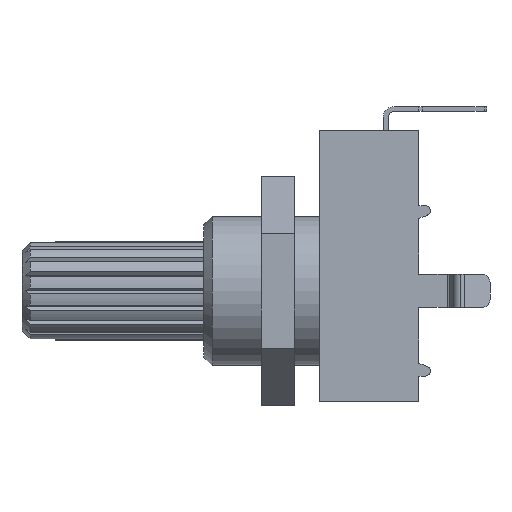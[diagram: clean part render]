
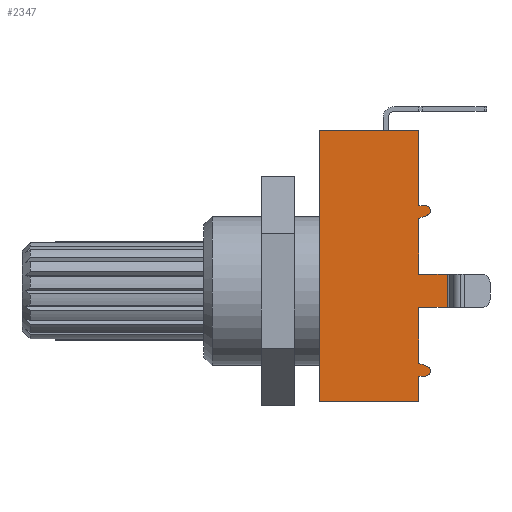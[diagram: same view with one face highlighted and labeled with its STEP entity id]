
A CAD part, left-side view. The second image highlights one B-rep face of the part: STEP entity #2347.
In plain terms, the highlighted planar face has unit normal (-1, 0, 0).
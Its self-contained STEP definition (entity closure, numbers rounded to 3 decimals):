
#73 = EDGE_CURVE ( 'NONE', #3746, #1163, #508, .T. ) ;
#121 = LINE ( 'NONE', #1593, #4918 ) ;
#150 = DIRECTION ( 'NONE',  ( 0., 0., 1. ) ) ;
#172 = ORIENTED_EDGE ( 'NONE', *, *, #3712, .T. ) ;
#190 = DIRECTION ( 'NONE',  ( 0., 0., -1. ) ) ;
#193 = ORIENTED_EDGE ( 'NONE', *, *, #1538, .F. ) ;
#197 = VERTEX_POINT ( 'NONE', #4295 ) ;
#263 = CARTESIAN_POINT ( 'NONE',  ( -7.5, -6., 9.7 ) ) ;
#306 = ORIENTED_EDGE ( 'NONE', *, *, #4090, .F. ) ;
#324 = DIRECTION ( 'NONE',  ( 0., 0., 1. ) ) ;
#329 = EDGE_CURVE ( 'NONE', #966, #5314, #3869, .T. ) ;
#392 = EDGE_CURVE ( 'NONE', #4574, #1570, #465, .T. ) ;
#401 = CIRCLE ( 'NONE', #2693, 0.3 ) ;
#416 = CARTESIAN_POINT ( 'NONE',  ( -7.5, -6., 1. ) ) ;
#417 = CARTESIAN_POINT ( 'NONE',  ( -7.5, -6., -6.7 ) ) ;
#428 = ORIENTED_EDGE ( 'NONE', *, *, #2330, .F. ) ;
#465 = LINE ( 'NONE', #1900, #4741 ) ;
#508 = LINE ( 'NONE', #5999, #2974 ) ;
#659 = EDGE_CURVE ( 'NONE', #966, #5459, #4077, .T. ) ;
#742 = DIRECTION ( 'NONE',  ( 0., 0., 1. ) ) ;
#857 = ORIENTED_EDGE ( 'NONE', *, *, #2998, .F. ) ;
#859 = DIRECTION ( 'NONE',  ( 1., 0., 0. ) ) ;
#955 = ORIENTED_EDGE ( 'NONE', *, *, #5691, .T. ) ;
#965 = CARTESIAN_POINT ( 'NONE',  ( -7.5, -7.703, -1. ) ) ;
#966 = VERTEX_POINT ( 'NONE', #3370 ) ;
#971 = EDGE_CURVE ( 'NONE', #2999, #3685, #5888, .T. ) ;
#981 = DIRECTION ( 'NONE',  ( 0., 0., 1. ) ) ;
#1128 = CARTESIAN_POINT ( 'NONE',  ( -7.5, -6., -1. ) ) ;
#1163 = VERTEX_POINT ( 'NONE', #3302 ) ;
#1387 = LINE ( 'NONE', #4389, #3455 ) ;
#1439 = DIRECTION ( 'NONE',  ( 0., 1., 0. ) ) ;
#1522 = CARTESIAN_POINT ( 'NONE',  ( -7.5, -6., -4.385 ) ) ;
#1538 = EDGE_CURVE ( 'NONE', #197, #5853, #3940, .T. ) ;
#1570 = VERTEX_POINT ( 'NONE', #2405 ) ;
#1587 = ORIENTED_EDGE ( 'NONE', *, *, #659, .F. ) ;
#1593 = CARTESIAN_POINT ( 'NONE',  ( -7.5, -6., 9.7 ) ) ;
#1637 = DIRECTION ( 'NONE',  ( 0., 1., 0. ) ) ;
#1819 = DIRECTION ( 'NONE',  ( 0., 0., 1. ) ) ;
#1828 = EDGE_CURVE ( 'NONE', #4251, #1958, #2723, .T. ) ;
#1858 = ORIENTED_EDGE ( 'NONE', *, *, #3050, .F. ) ;
#1883 = CARTESIAN_POINT ( 'NONE',  ( -7.5, -6.4, -5.15 ) ) ;
#1900 = CARTESIAN_POINT ( 'NONE',  ( -7.5, -6., 5.15 ) ) ;
#1958 = VERTEX_POINT ( 'NONE', #5207 ) ;
#2223 = CARTESIAN_POINT ( 'NONE',  ( -7.5, -6., 9.7 ) ) ;
#2278 = LINE ( 'NONE', #2327, #2781 ) ;
#2301 = ORIENTED_EDGE ( 'NONE', *, *, #971, .F. ) ;
#2327 = CARTESIAN_POINT ( 'NONE',  ( -7.5, -6., 9.7 ) ) ;
#2330 = EDGE_CURVE ( 'NONE', #1570, #197, #401, .T. ) ;
#2347 = ADVANCED_FACE ( 'NONE', ( #3019 ), #2696, .T. ) ;
#2360 = DIRECTION ( 'NONE',  ( 0., 0., 1. ) ) ;
#2405 = CARTESIAN_POINT ( 'NONE',  ( -7.5, -6.4, 5.15 ) ) ;
#2493 = EDGE_CURVE ( 'NONE', #4291, #5671, #2278, .T. ) ;
#2650 = AXIS2_PLACEMENT_3D ( 'NONE', #5721, #2919, #150 ) ;
#2666 = LINE ( 'NONE', #3964, #6011 ) ;
#2667 = CARTESIAN_POINT ( 'NONE',  ( -7.5, -6., 4.385 ) ) ;
#2679 = VECTOR ( 'NONE', #2759, 1000. ) ;
#2693 = AXIS2_PLACEMENT_3D ( 'NONE', #3631, #859, #4085 ) ;
#2696 = PLANE ( 'NONE',  #4228 ) ;
#2723 = LINE ( 'NONE', #3563, #3190 ) ;
#2759 = DIRECTION ( 'NONE',  ( 0., 1., 0. ) ) ;
#2781 = VECTOR ( 'NONE', #3742, 1000. ) ;
#2919 = DIRECTION ( 'NONE',  ( 1., 0., 0. ) ) ;
#2934 = VECTOR ( 'NONE', #1439, 1000. ) ;
#2974 = VECTOR ( 'NONE', #981, 1000. ) ;
#2982 = DIRECTION ( 'NONE',  ( 0., 1., 0. ) ) ;
#2998 = EDGE_CURVE ( 'NONE', #3685, #1163, #1387, .T. ) ;
#2999 = VERTEX_POINT ( 'NONE', #3924 ) ;
#3019 = FACE_OUTER_BOUND ( 'NONE', #4894, .T. ) ;
#3048 = EDGE_CURVE ( 'NONE', #4574, #5945, #3377, .T. ) ;
#3050 = EDGE_CURVE ( 'NONE', #4291, #2999, #2666, .T. ) ;
#3085 = CARTESIAN_POINT ( 'NONE',  ( -7.5, -6., 5.15 ) ) ;
#3190 = VECTOR ( 'NONE', #324, 1000. ) ;
#3302 = CARTESIAN_POINT ( 'NONE',  ( -7.5, -6., -5.15 ) ) ;
#3370 = CARTESIAN_POINT ( 'NONE',  ( -7.5, -7.703, 1. ) ) ;
#3377 = LINE ( 'NONE', #263, #5366 ) ;
#3455 = VECTOR ( 'NONE', #1637, 1000. ) ;
#3563 = CARTESIAN_POINT ( 'NONE',  ( -7.5, 0., 9.7 ) ) ;
#3631 = CARTESIAN_POINT ( 'NONE',  ( -7.5, -6.4, 4.85 ) ) ;
#3685 = VERTEX_POINT ( 'NONE', #1883 ) ;
#3712 = EDGE_CURVE ( 'NONE', #5314, #5853, #4519, .T. ) ;
#3733 = CARTESIAN_POINT ( 'NONE',  ( -7.5, -6., 9.7 ) ) ;
#3742 = DIRECTION ( 'NONE',  ( 0., 0., 1. ) ) ;
#3746 = VERTEX_POINT ( 'NONE', #4721 ) ;
#3847 = ORIENTED_EDGE ( 'NONE', *, *, #1828, .F. ) ;
#3869 = LINE ( 'NONE', #416, #2934 ) ;
#3906 = LINE ( 'NONE', #5565, #2679 ) ;
#3924 = CARTESIAN_POINT ( 'NONE',  ( -7.5, -6.503, -4.568 ) ) ;
#3940 = LINE ( 'NONE', #5649, #5570 ) ;
#3964 = CARTESIAN_POINT ( 'NONE',  ( -7.5, -6.503, -4.568 ) ) ;
#4064 = CARTESIAN_POINT ( 'NONE',  ( -7.5, -6., 1. ) ) ;
#4077 = LINE ( 'NONE', #4351, #4675 ) ;
#4085 = DIRECTION ( 'NONE',  ( 0., 0., -1. ) ) ;
#4090 = EDGE_CURVE ( 'NONE', #3746, #4251, #4182, .T. ) ;
#4091 = ORIENTED_EDGE ( 'NONE', *, *, #73, .T. ) ;
#4124 = EDGE_CURVE ( 'NONE', #5459, #5671, #3906, .T. ) ;
#4182 = LINE ( 'NONE', #417, #5307 ) ;
#4228 = AXIS2_PLACEMENT_3D ( 'NONE', #5517, #4585, #1819 ) ;
#4251 = VERTEX_POINT ( 'NONE', #5206 ) ;
#4291 = VERTEX_POINT ( 'NONE', #1522 ) ;
#4295 = CARTESIAN_POINT ( 'NONE',  ( -7.5, -6.503, 4.568 ) ) ;
#4351 = CARTESIAN_POINT ( 'NONE',  ( -7.5, -7.703, 1. ) ) ;
#4389 = CARTESIAN_POINT ( 'NONE',  ( -7.5, -6., -5.15 ) ) ;
#4431 = DIRECTION ( 'NONE',  ( 0., -0.94, -0.342 ) ) ;
#4519 = LINE ( 'NONE', #3733, #5704 ) ;
#4574 = VERTEX_POINT ( 'NONE', #3085 ) ;
#4576 = ORIENTED_EDGE ( 'NONE', *, *, #3048, .T. ) ;
#4585 = DIRECTION ( 'NONE',  ( -1., 0., 0. ) ) ;
#4675 = VECTOR ( 'NONE', #190, 1000. ) ;
#4677 = DIRECTION ( 'NONE',  ( 0., -1., 0. ) ) ;
#4721 = CARTESIAN_POINT ( 'NONE',  ( -7.5, -6., -6.7 ) ) ;
#4723 = ORIENTED_EDGE ( 'NONE', *, *, #329, .T. ) ;
#4741 = VECTOR ( 'NONE', #4677, 1000. ) ;
#4756 = ORIENTED_EDGE ( 'NONE', *, *, #4124, .F. ) ;
#4894 = EDGE_LOOP ( 'NONE', ( #3847, #306, #4091, #857, #2301, #1858, #5152, #4756, #1587, #4723, #172, #193, #428, #5631, #4576, #955 ) ) ;
#4918 = VECTOR ( 'NONE', #2982, 1000. ) ;
#5152 = ORIENTED_EDGE ( 'NONE', *, *, #2493, .T. ) ;
#5176 = DIRECTION ( 'NONE',  ( 0., 0.94, -0.342 ) ) ;
#5206 = CARTESIAN_POINT ( 'NONE',  ( -7.5, 0., -6.7 ) ) ;
#5207 = CARTESIAN_POINT ( 'NONE',  ( -7.5, 0., 9.7 ) ) ;
#5307 = VECTOR ( 'NONE', #5526, 1000. ) ;
#5314 = VERTEX_POINT ( 'NONE', #4064 ) ;
#5366 = VECTOR ( 'NONE', #742, 1000. ) ;
#5459 = VERTEX_POINT ( 'NONE', #965 ) ;
#5517 = CARTESIAN_POINT ( 'NONE',  ( -7.5, -6., 9.7 ) ) ;
#5526 = DIRECTION ( 'NONE',  ( 0., 1., 0. ) ) ;
#5565 = CARTESIAN_POINT ( 'NONE',  ( -7.5, -6., -1. ) ) ;
#5570 = VECTOR ( 'NONE', #5176, 1000. ) ;
#5631 = ORIENTED_EDGE ( 'NONE', *, *, #392, .F. ) ;
#5649 = CARTESIAN_POINT ( 'NONE',  ( -7.5, -6.503, 4.568 ) ) ;
#5671 = VERTEX_POINT ( 'NONE', #1128 ) ;
#5691 = EDGE_CURVE ( 'NONE', #5945, #1958, #121, .T. ) ;
#5704 = VECTOR ( 'NONE', #2360, 1000. ) ;
#5721 = CARTESIAN_POINT ( 'NONE',  ( -7.5, -6.4, -4.85 ) ) ;
#5853 = VERTEX_POINT ( 'NONE', #2667 ) ;
#5888 = CIRCLE ( 'NONE', #2650, 0.3 ) ;
#5945 = VERTEX_POINT ( 'NONE', #2223 ) ;
#5999 = CARTESIAN_POINT ( 'NONE',  ( -7.5, -6., 9.7 ) ) ;
#6011 = VECTOR ( 'NONE', #4431, 1000. ) ;
